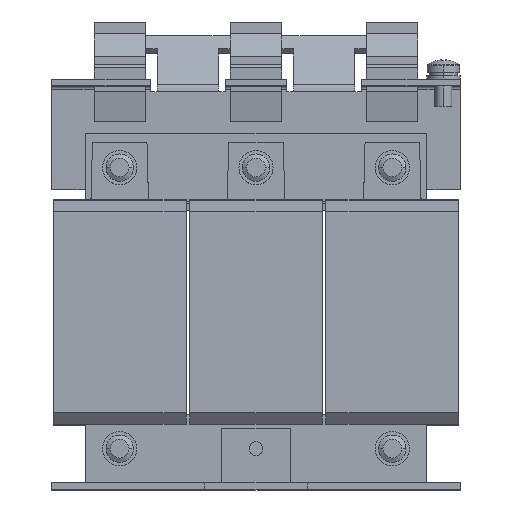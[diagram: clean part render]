
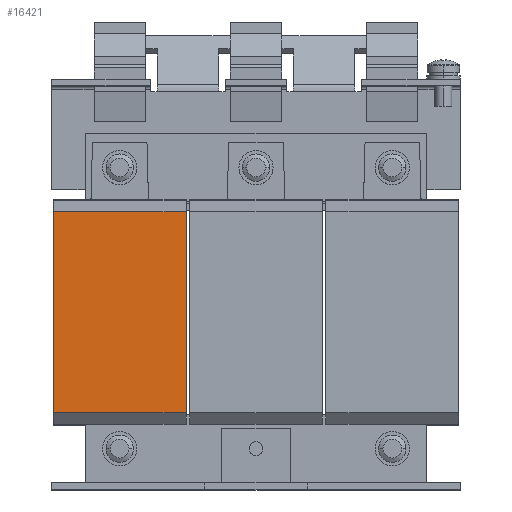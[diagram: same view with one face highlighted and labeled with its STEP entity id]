
A CAD part, top view. The second image highlights one B-rep face of the part: STEP entity #16421.
In plain terms, the highlighted planar face has unit normal (0, 0, 1).
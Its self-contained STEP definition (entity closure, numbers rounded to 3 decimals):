
#377 = CARTESIAN_POINT ( 'NONE',  ( -20.5, 28.25, 27.85 ) ) ;
#799 = LINE ( 'NONE', #7960, #3816 ) ;
#1448 = VECTOR ( 'NONE', #3796, 1000. ) ;
#1585 = ORIENTED_EDGE ( 'NONE', *, *, #4465, .F. ) ;
#2605 = CARTESIAN_POINT ( 'NONE',  ( -59.5, 28.25, 27.85 ) ) ;
#3796 = DIRECTION ( 'NONE',  ( 0., 1., 0. ) ) ;
#3816 = VECTOR ( 'NONE', #9522, 1000. ) ;
#3968 = CARTESIAN_POINT ( 'NONE',  ( -59.5, -30.75, 27.85 ) ) ;
#4465 = EDGE_CURVE ( 'Defeature ausgef�hrt2_203+Defeature ausgef�hrt2_204+Defeature ausgef�hrt2_199+Defeature ausgef�hrt2_198', #12636, #12034, #12035, .T. ) ;
#4564 = LINE ( 'NONE', #3968, #15896 ) ;
#5285 = FACE_OUTER_BOUND ( 'NONE', #15959, .T. ) ;
#5376 = CARTESIAN_POINT ( 'NONE',  ( -59.5, 28.25, 27.85 ) ) ;
#6677 = CARTESIAN_POINT ( 'NONE',  ( -20.5, -30.75, 27.85 ) ) ;
#7070 = PLANE ( 'NONE',  #10679 ) ;
#7419 = CARTESIAN_POINT ( 'NONE',  ( -59.5, 28.25, 27.85 ) ) ;
#7960 = CARTESIAN_POINT ( 'NONE',  ( -20.5, 28.25, 27.85 ) ) ;
#8248 = ORIENTED_EDGE ( 'NONE', *, *, #16468, .T. ) ;
#9005 = EDGE_CURVE ( 'Defeature ausgef�hrt2_199+Defeature ausgef�hrt2_204+Defeature ausgef�hrt2_205+Defeature ausgef�hrt2_203', #16322, #12636, #16238, .T. ) ;
#9522 = DIRECTION ( 'NONE',  ( 0., 1., 0. ) ) ;
#9685 = CARTESIAN_POINT ( 'NONE',  ( -59.5, 28.25, 27.85 ) ) ;
#10679 = AXIS2_PLACEMENT_3D ( 'NONE', #2605, #11341, #13070 ) ;
#11341 = DIRECTION ( 'NONE',  ( 0., 0., -1. ) ) ;
#12034 = VERTEX_POINT ( 'NONE', #377 ) ;
#12035 = LINE ( 'NONE', #7419, #13842 ) ;
#12086 = VERTEX_POINT ( 'NONE', #6677 ) ;
#12545 = EDGE_CURVE ( 'Defeature ausgef�hrt2_204+Defeature ausgef�hrt2_198+Defeature ausgef�hrt2_205+Defeature ausgef�hrt2_203', #12086, #12034, #799, .T. ) ;
#12636 = VERTEX_POINT ( 'NONE', #5376 ) ;
#13070 = DIRECTION ( 'NONE',  ( -1., 0., 0. ) ) ;
#13842 = VECTOR ( 'NONE', #17793, 1000. ) ;
#14355 = DIRECTION ( 'NONE',  ( 1., 0., 0. ) ) ;
#15896 = VECTOR ( 'NONE', #14355, 1000. ) ;
#15959 = EDGE_LOOP ( 'NONE', ( #16814, #1585, #18026, #8248 ) ) ;
#16238 = LINE ( 'NONE', #9685, #1448 ) ;
#16322 = VERTEX_POINT ( 'NONE', #17073 ) ;
#16421 = ADVANCED_FACE ( 'Defeature ausgef�hrt2_204', ( #5285 ), #7070, .F. ) ;
#16468 = EDGE_CURVE ( 'Defeature ausgef�hrt2_204+Defeature ausgef�hrt2_205+Defeature ausgef�hrt2_199+Defeature ausgef�hrt2_198', #16322, #12086, #4564, .T. ) ;
#16814 = ORIENTED_EDGE ( 'NONE', *, *, #12545, .T. ) ;
#17073 = CARTESIAN_POINT ( 'NONE',  ( -59.5, -30.75, 27.85 ) ) ;
#17793 = DIRECTION ( 'NONE',  ( 1., 0., 0. ) ) ;
#18026 = ORIENTED_EDGE ( 'NONE', *, *, #9005, .F. ) ;
